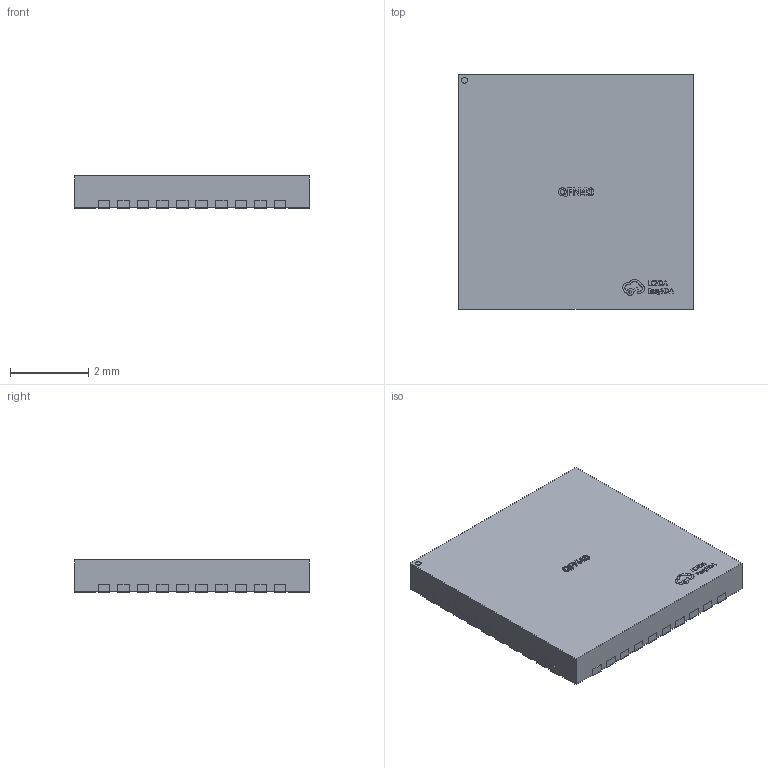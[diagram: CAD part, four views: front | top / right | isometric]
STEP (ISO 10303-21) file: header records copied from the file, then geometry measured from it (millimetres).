
FILE_DESCRIPTION (( 'STEP AP214' ), '1' );
FILE_NAME ('QFN-40_L6.0-W6.0-H0.8-P0.50.step', '2022-07-15T03:23:11', ( '' ), ( '' ), 'SwSTEP 2.0', 'SolidWorks 2020', '' );
FILE_SCHEMA (( 'AUTOMOTIVE_DESIGN' ));
Length unit declared in the file: millimetre
Products named in the file (1): QFN-40_L6.0-W6.0-H0.8-P0.50
Bounding box: 6.02 x 6.02 x 0.82 mm (x, y, z)
Volume: 30 mm3; surface area: 116.5 mm2
Topology: 54 solids, 54 shells, 608 faces, 1452 edges, 968 vertices
Faces by surface type: plane 430, bspline 136, cylinder 42
Entity records: 27107 total; most frequent: CARTESIAN_POINT 6573, ORIENTED_EDGE 2904, DIRECTION 2206, EDGE_CURVE 1452, VECTOR 1092, LINE 1092, VERTEX_POINT 968, UNCERTAINTY_MEASURE_WITH_UNIT 664
